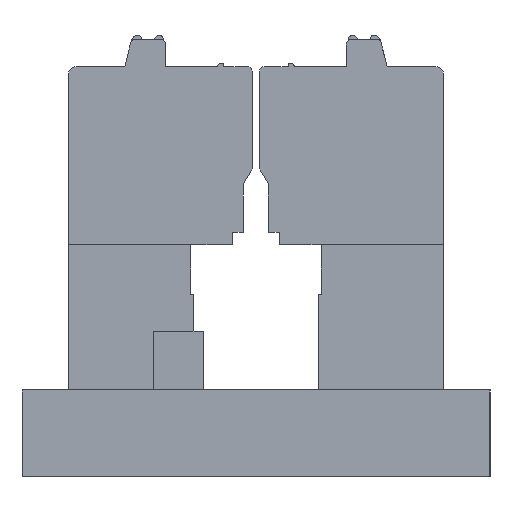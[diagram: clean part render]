
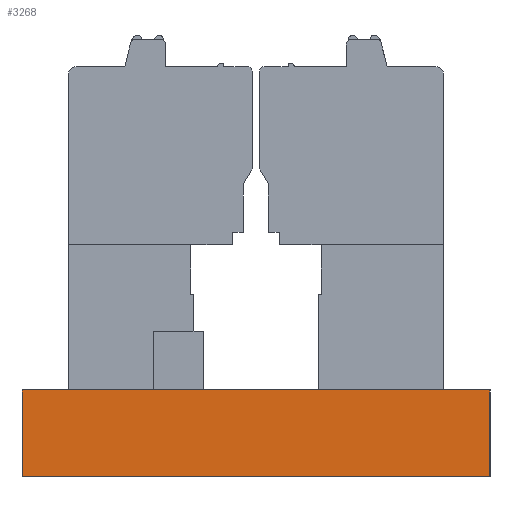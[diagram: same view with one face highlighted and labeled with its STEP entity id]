
A CAD part, left-side view. The second image highlights one B-rep face of the part: STEP entity #3268.
In plain terms, the highlighted planar face has unit normal (-1, 0, 0).
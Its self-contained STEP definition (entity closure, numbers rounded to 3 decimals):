
#1623=FACE_OUTER_BOUND('',#15044,.T.);
#3268=ADVANCED_FACE('',(#1623),#4929,.F.);
#4929=PLANE('',#34240);
#7052=LINE('',#45813,#11045);
#7057=LINE('',#45825,#11050);
#7061=LINE('',#45832,#11054);
#7063=LINE('',#45836,#11056);
#11045=VECTOR('',#36721,1.);
#11050=VECTOR('',#36728,1.);
#11054=VECTOR('',#36734,1.);
#11056=VECTOR('',#36740,1.);
#15044=EDGE_LOOP('',(#16995,#16996,#16997,#16998));
#16995=ORIENTED_EDGE('',*,*,#29594,.F.);
#16996=ORIENTED_EDGE('',*,*,#29585,.F.);
#16997=ORIENTED_EDGE('',*,*,#29590,.T.);
#16998=ORIENTED_EDGE('',*,*,#29596,.T.);
#26425=VERTEX_POINT('',#45814);
#26426=VERTEX_POINT('',#45815);
#26430=VERTEX_POINT('',#45824);
#26431=VERTEX_POINT('',#45829);
#29585=EDGE_CURVE('',#26425,#26426,#7052,.T.);
#29590=EDGE_CURVE('',#26425,#26430,#7057,.T.);
#29594=EDGE_CURVE('',#26426,#26431,#7061,.T.);
#29596=EDGE_CURVE('',#26430,#26431,#7063,.T.);
#34240=AXIS2_PLACEMENT_3D('',#45837,#36741,#36742);
#36721=DIRECTION('',(0.,-1.,0.));
#36728=DIRECTION('',(0.,0.,-1.));
#36734=DIRECTION('',(0.,0.,-1.));
#36740=DIRECTION('',(0.,-1.,0.));
#36741=DIRECTION('',(1.,0.,0.));
#36742=DIRECTION('',(0.,0.,1.));
#45813=CARTESIAN_POINT('',(-9.1,10.,0.7));
#45814=CARTESIAN_POINT('',(-9.1,10.1,0.7));
#45815=CARTESIAN_POINT('',(-9.1,-20.1,0.7));
#45824=CARTESIAN_POINT('',(-9.1,10.1,-4.9));
#45825=CARTESIAN_POINT('',(-9.1,10.1,0.2));
#45829=CARTESIAN_POINT('',(-9.1,-20.1,-4.9));
#45832=CARTESIAN_POINT('',(-9.1,-20.1,0.2));
#45836=CARTESIAN_POINT('',(-9.1,10.,-4.9));
#45837=CARTESIAN_POINT('',(-9.1,10.,0.2));
